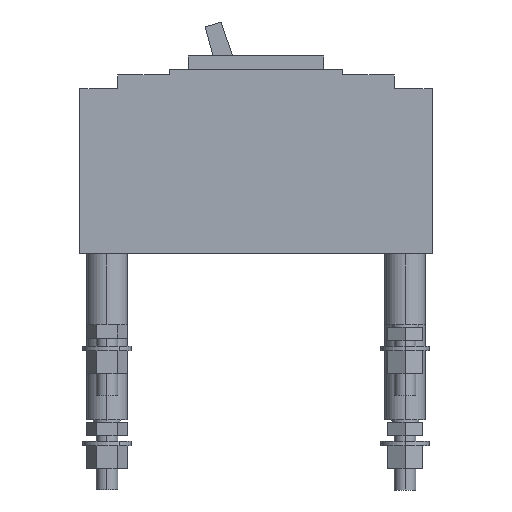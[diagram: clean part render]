
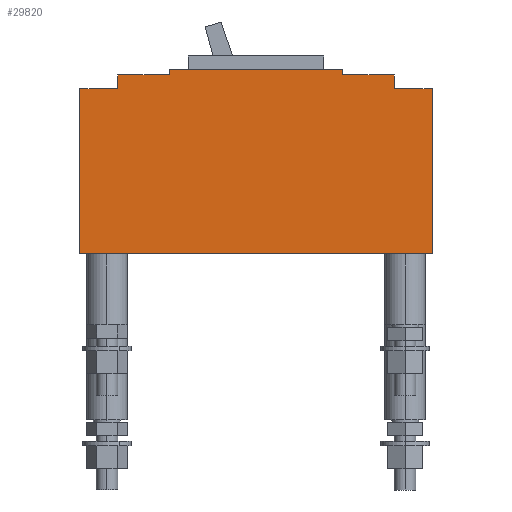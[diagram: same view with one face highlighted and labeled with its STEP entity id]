
A CAD part, left-side view. The second image highlights one B-rep face of the part: STEP entity #29820.
In plain terms, the highlighted planar face has unit normal (-1, 0, 0).
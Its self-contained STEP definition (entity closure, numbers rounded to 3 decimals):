
#21350=CARTESIAN_POINT('',(43.3,382.,-7.));
#21360=VERTEX_POINT('',#21350);
#21390=CARTESIAN_POINT('',(43.3,0.,-7.));
#21400=DIRECTION('',(0.,1.,0.));
#21410=VECTOR('',#21400,1.);
#21420=LINE('',#21390,#21410);
#21430=CARTESIAN_POINT('',(43.3,401.,-7.));
#21440=VERTEX_POINT('',#21430);
#21450=EDGE_CURVE('',#21360,#21440,#21420,.T.);
#21910=CARTESIAN_POINT('',(43.3,382.,0.));
#21920=DIRECTION('',(0.,0.,-1.));
#21930=VECTOR('',#21920,1.);
#21940=LINE('',#21910,#21930);
#21950=CARTESIAN_POINT('',(43.3,382.,-5.));
#21960=VERTEX_POINT('',#21950);
#21970=EDGE_CURVE('',#21960,#21360,#21940,.T.);
#22190=CARTESIAN_POINT('',(43.3,318.,-5.));
#22200=VERTEX_POINT('',#22190);
#22280=CARTESIAN_POINT('',(43.3,318.,-7.));
#22290=VERTEX_POINT('',#22280);
#22320=CARTESIAN_POINT('',(43.3,318.,0.));
#22330=DIRECTION('',(0.,0.,1.));
#22340=VECTOR('',#22330,1.);
#22350=LINE('',#22320,#22340);
#22360=EDGE_CURVE('',#22290,#22200,#22350,.T.);
#22740=CARTESIAN_POINT('',(43.3,299.,-7.));
#22750=VERTEX_POINT('',#22740);
#22780=CARTESIAN_POINT('',(43.3,0.,-7.));
#22790=DIRECTION('',(0.,1.,0.));
#22800=VECTOR('',#22790,1.);
#22810=LINE('',#22780,#22800);
#22820=EDGE_CURVE('',#22750,#22290,#22810,.T.);
#29110=CARTESIAN_POINT('',(43.3,415.,0.));
#29120=DIRECTION('',(1.,-0.,0.));
#29130=DIRECTION('',(0.,0.,-1.));
#29140=AXIS2_PLACEMENT_3D('',#29110,#29120,#29130);
#29150=PLANE('',#29140);
#29160=CARTESIAN_POINT('',(43.3,285.,0.));
#29170=DIRECTION('',(0.,0.,-1.));
#29180=VECTOR('',#29170,1.);
#29190=LINE('',#29160,#29180);
#29200=CARTESIAN_POINT('',(43.3,285.,-12.));
#29210=VERTEX_POINT('',#29200);
#29220=CARTESIAN_POINT('',(43.3,285.,-73.));
#29230=VERTEX_POINT('',#29220);
#29240=EDGE_CURVE('',#29210,#29230,#29190,.T.);
#29250=ORIENTED_EDGE('',*,*,#29240,.F.);
#29260=CARTESIAN_POINT('',(43.3,0.,-73.));
#29270=DIRECTION('',(0.,1.,0.));
#29280=VECTOR('',#29270,1.);
#29290=LINE('',#29260,#29280);
#29300=CARTESIAN_POINT('',(43.3,415.,-73.));
#29310=VERTEX_POINT('',#29300);
#29320=EDGE_CURVE('',#29230,#29310,#29290,.T.);
#29330=ORIENTED_EDGE('',*,*,#29320,.F.);
#29340=CARTESIAN_POINT('',(43.3,415.,0.));
#29350=DIRECTION('',(0.,0.,1.));
#29360=VECTOR('',#29350,1.);
#29370=LINE('',#29340,#29360);
#29380=CARTESIAN_POINT('',(43.3,415.,-12.));
#29390=VERTEX_POINT('',#29380);
#29400=EDGE_CURVE('',#29310,#29390,#29370,.T.);
#29410=ORIENTED_EDGE('',*,*,#29400,.F.);
#29420=CARTESIAN_POINT('',(43.3,0.,-12.));
#29430=DIRECTION('',(0.,-1.,0.));
#29440=VECTOR('',#29430,1.);
#29450=LINE('',#29420,#29440);
#29460=CARTESIAN_POINT('',(43.3,401.,-12.));
#29470=VERTEX_POINT('',#29460);
#29480=EDGE_CURVE('',#29390,#29470,#29450,.T.);
#29490=ORIENTED_EDGE('',*,*,#29480,.F.);
#29500=CARTESIAN_POINT('',(43.3,401.,0.));
#29510=DIRECTION('',(0.,0.,1.));
#29520=VECTOR('',#29510,1.);
#29530=LINE('',#29500,#29520);
#29540=EDGE_CURVE('',#29470,#21440,#29530,.T.);
#29550=ORIENTED_EDGE('',*,*,#29540,.F.);
#29560=ORIENTED_EDGE('',*,*,#21450,.T.);
#29570=ORIENTED_EDGE('',*,*,#21970,.T.);
#29580=CARTESIAN_POINT('',(43.3,0.,-5.));
#29590=DIRECTION('',(0.,1.,0.));
#29600=VECTOR('',#29590,1.);
#29610=LINE('',#29580,#29600);
#29620=EDGE_CURVE('',#22200,#21960,#29610,.T.);
#29630=ORIENTED_EDGE('',*,*,#29620,.T.);
#29640=ORIENTED_EDGE('',*,*,#22360,.T.);
#29650=ORIENTED_EDGE('',*,*,#22820,.T.);
#29660=CARTESIAN_POINT('',(43.3,299.,0.));
#29670=DIRECTION('',(0.,0.,-1.));
#29680=VECTOR('',#29670,1.);
#29690=LINE('',#29660,#29680);
#29700=CARTESIAN_POINT('',(43.3,299.,-12.));
#29710=VERTEX_POINT('',#29700);
#29720=EDGE_CURVE('',#22750,#29710,#29690,.T.);
#29730=ORIENTED_EDGE('',*,*,#29720,.F.);
#29740=CARTESIAN_POINT('',(43.3,0.,-12.));
#29750=DIRECTION('',(0.,-1.,0.));
#29760=VECTOR('',#29750,1.);
#29770=LINE('',#29740,#29760);
#29780=EDGE_CURVE('',#29710,#29210,#29770,.T.);
#29790=ORIENTED_EDGE('',*,*,#29780,.F.);
#29800=EDGE_LOOP('',(#29790,#29730,#29650,#29640,#29630,#29570,#29560,
#29550,#29490,#29410,#29330,#29250));
#29810=FACE_OUTER_BOUND('',#29800,.T.);
#29820=ADVANCED_FACE('',(#29810),#29150,.F.);
